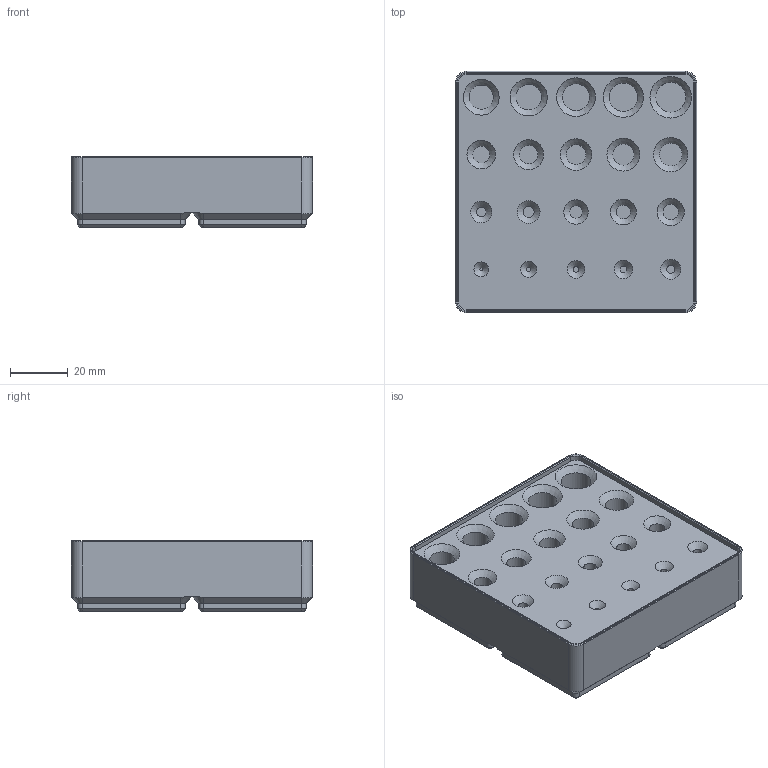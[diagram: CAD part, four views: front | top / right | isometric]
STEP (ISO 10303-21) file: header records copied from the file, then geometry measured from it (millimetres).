
FILE_DESCRIPTION(('Open CASCADE Model'),'2;1');
FILE_NAME('Open CASCADE Shape Model','2025-09-28T08:36:36',('Author'),( 'Open CASCADE'),'Open CASCADE STEP processor 7.8','Open CASCADE 7.8' ,'Unknown');
FILE_SCHEMA(('AUTOMOTIVE_DESIGN { 1 0 10303 214 1 1 1 1 }'));
Length unit declared in the file: millimetre
Products named in the file (1): Open CASCADE STEP translator 7.8 1
Bounding box: 83.5 x 83.5 x 24.43 mm (x, y, z)
Volume: 140738.6 mm3; surface area: 27779.6 mm2
Topology: 1 solids, 1 shells, 199 faces, 404 edges, 228 vertices
Faces by surface type: plane 87, cylinder 52, cone 52, torus 8
Full cylindrical faces by diameter (mm): 1.1 x1, 1.6 x1, 2.1 x1, 2.4 x1, 2.9 x1, 3.4 x1, 3.9 x1, 4.4 x1, 4.9 x1, 5.4 x1, 5.9 x1, 6.4 x1, 6.9 x1, 7.4 x1, 7.9 x1, 8.4 x1, 8.9 x1, 9.4 x1, 9.9 x1, 10.4 x1
Entity records: 10368 total; most frequent: CARTESIAN_POINT 1872, DIRECTION 1680, LINE 876, VECTOR 876, ORIENTED_EDGE 808, PCURVE 808, DEFINITIONAL_REPRESENTATION 808, EDGE_CURVE 404
